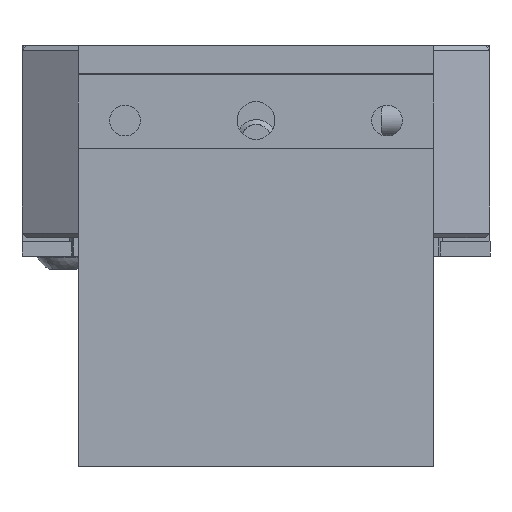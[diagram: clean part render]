
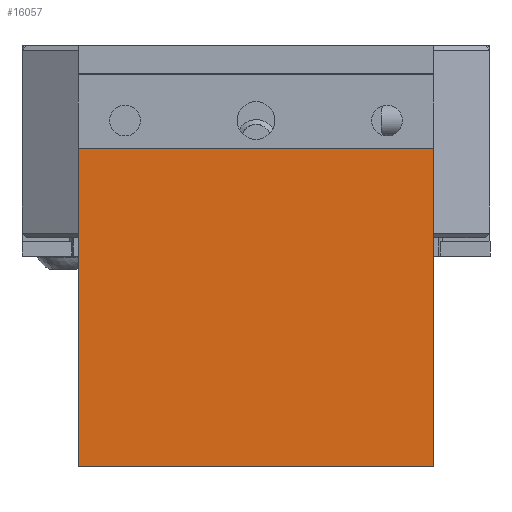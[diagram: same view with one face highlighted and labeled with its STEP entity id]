
A CAD part, left-side view. The second image highlights one B-rep face of the part: STEP entity #16057.
In plain terms, the highlighted planar face has unit normal (-1, 0, 0).
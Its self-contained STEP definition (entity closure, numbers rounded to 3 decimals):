
#1750 = EDGE_CURVE ( 'NONE', #2244, #30659, #12332, .T. ) ;
#2244 = VERTEX_POINT ( 'NONE', #11180 ) ;
#2568 = VECTOR ( 'NONE', #46450, 1000. ) ;
#2787 = ORIENTED_EDGE ( 'NONE', *, *, #32360, .F. ) ;
#3942 = ORIENTED_EDGE ( 'NONE', *, *, #30488, .F. ) ;
#4588 = DIRECTION ( 'NONE',  ( -1., 0., 0. ) ) ;
#8096 = VERTEX_POINT ( 'NONE', #29645 ) ;
#8585 = DIRECTION ( 'NONE',  ( 0., 0., 1. ) ) ;
#8741 = CARTESIAN_POINT ( 'NONE',  ( -210.795, 88.642, 174.4 ) ) ;
#8859 = EDGE_LOOP ( 'NONE', ( #2787, #3942, #44533, #20202 ) ) ;
#9451 = VERTEX_POINT ( 'NONE', #20800 ) ;
#9462 = DIRECTION ( 'NONE',  ( 0., -1., 0. ) ) ;
#11180 = CARTESIAN_POINT ( 'NONE',  ( -210.795, 50.642, 143.4 ) ) ;
#12332 = LINE ( 'NONE', #21269, #2568 ) ;
#16057 = ADVANCED_FACE ( 'NONE', ( #40516 ), #22663, .T. ) ;
#16772 = DIRECTION ( 'NONE',  ( 0., 0., 1. ) ) ;
#20069 = CARTESIAN_POINT ( 'NONE',  ( -210.795, 88.642, 143.4 ) ) ;
#20202 = ORIENTED_EDGE ( 'NONE', *, *, #26853, .T. ) ;
#20800 = CARTESIAN_POINT ( 'NONE',  ( -210.795, 88.642, 177.4 ) ) ;
#20839 = VECTOR ( 'NONE', #9462, 1000. ) ;
#21269 = CARTESIAN_POINT ( 'NONE',  ( -210.795, 88.642, 143.4 ) ) ;
#22663 = PLANE ( 'NONE',  #33298 ) ;
#22824 = CARTESIAN_POINT ( 'NONE',  ( -210.795, 88.642, 174.4 ) ) ;
#24590 = LINE ( 'NONE', #22824, #40052 ) ;
#26792 = DIRECTION ( 'NONE',  ( 0., -1., 0. ) ) ;
#26853 = EDGE_CURVE ( 'NONE', #2244, #8096, #47143, .T. ) ;
#29645 = CARTESIAN_POINT ( 'NONE',  ( -210.795, 50.642, 177.4 ) ) ;
#30488 = EDGE_CURVE ( 'NONE', #30659, #9451, #24590, .T. ) ;
#30659 = VERTEX_POINT ( 'NONE', #20069 ) ;
#31203 = CARTESIAN_POINT ( 'NONE',  ( -210.795, 88.642, 177.4 ) ) ;
#32360 = EDGE_CURVE ( 'NONE', #9451, #8096, #47084, .T. ) ;
#33298 = AXIS2_PLACEMENT_3D ( 'NONE', #8741, #4588, #26792 ) ;
#35028 = CARTESIAN_POINT ( 'NONE',  ( -210.795, 50.642, 174.4 ) ) ;
#40052 = VECTOR ( 'NONE', #8585, 1000. ) ;
#40377 = VECTOR ( 'NONE', #16772, 1000. ) ;
#40516 = FACE_OUTER_BOUND ( 'NONE', #8859, .T. ) ;
#44533 = ORIENTED_EDGE ( 'NONE', *, *, #1750, .F. ) ;
#46450 = DIRECTION ( 'NONE',  ( 0., 1., 0. ) ) ;
#47084 = LINE ( 'NONE', #31203, #20839 ) ;
#47143 = LINE ( 'NONE', #35028, #40377 ) ;
